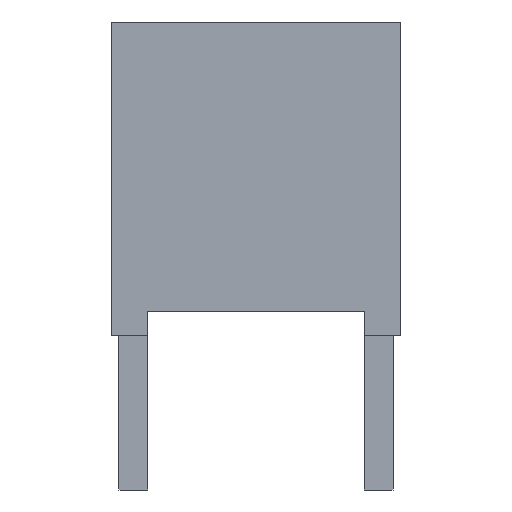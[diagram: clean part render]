
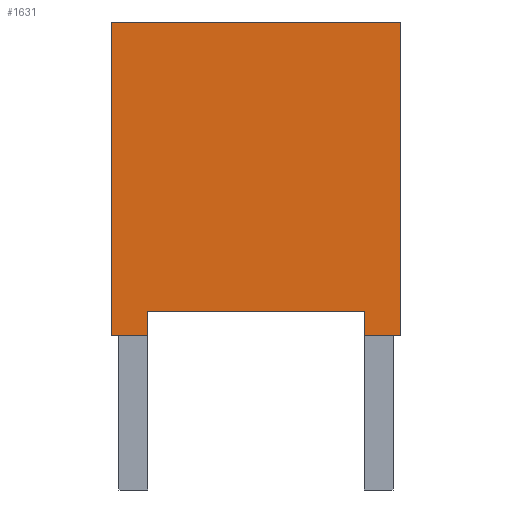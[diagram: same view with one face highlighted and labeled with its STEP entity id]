
A CAD part, left-side view. The second image highlights one B-rep face of the part: STEP entity #1631.
In plain terms, the highlighted planar face has unit normal (-1, 0, 0).
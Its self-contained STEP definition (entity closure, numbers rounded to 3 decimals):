
#1183=CARTESIAN_POINT('',(-3.06,-3.,0.));
#1184=VERTEX_POINT('',#1183);
#1191=CARTESIAN_POINT('',(-3.06,-2.24,0.));
#1192=VERTEX_POINT('',#1191);
#1193=CARTESIAN_POINT('',(-3.06,-3.,0.));
#1194=DIRECTION('',(0.0,1.0,0.0));
#1195=VECTOR('',#1194,0.76);
#1196=LINE('',#1193,#1195);
#1197=EDGE_CURVE('',#1184,#1192,#1196,.T.);
#1225=CARTESIAN_POINT('',(-3.06,-2.24,0.5));
#1226=VERTEX_POINT('',#1225);
#1227=CARTESIAN_POINT('',(-3.06,-2.24,0.5));
#1228=DIRECTION('',(0.0,0.0,-1.0));
#1229=VECTOR('',#1228,0.5);
#1230=LINE('',#1227,#1229);
#1231=EDGE_CURVE('',#1226,#1192,#1230,.T.);
#1331=CARTESIAN_POINT('',(-3.06,2.24,0.5));
#1332=VERTEX_POINT('',#1331);
#1333=CARTESIAN_POINT('',(-3.06,-2.24,0.5));
#1334=DIRECTION('',(0.0,1.0,0.0));
#1335=VECTOR('',#1334,4.48);
#1336=LINE('',#1333,#1335);
#1337=EDGE_CURVE('',#1226,#1332,#1336,.T.);
#1453=CARTESIAN_POINT('',(-3.06,3.,6.5));
#1454=VERTEX_POINT('',#1453);
#1461=CARTESIAN_POINT('',(-3.06,-3.,6.5));
#1462=VERTEX_POINT('',#1461);
#1463=CARTESIAN_POINT('',(-3.06,3.,6.5));
#1464=DIRECTION('',(0.0,-1.0,0.0));
#1465=VECTOR('',#1464,6.);
#1466=LINE('',#1463,#1465);
#1467=EDGE_CURVE('',#1454,#1462,#1466,.T.);
#1490=CARTESIAN_POINT('',(-3.06,-3.,6.5));
#1491=DIRECTION('',(0.0,0.0,-1.0));
#1492=VECTOR('',#1491,6.5);
#1493=LINE('',#1490,#1492);
#1494=EDGE_CURVE('',#1462,#1184,#1493,.T.);
#1544=CARTESIAN_POINT('',(-3.06,2.24,0.));
#1545=VERTEX_POINT('',#1544);
#1552=CARTESIAN_POINT('',(-3.06,3.,0.));
#1553=VERTEX_POINT('',#1552);
#1554=CARTESIAN_POINT('',(-3.06,2.24,0.));
#1555=DIRECTION('',(0.0,1.0,0.0));
#1556=VECTOR('',#1555,0.76);
#1557=LINE('',#1554,#1556);
#1558=EDGE_CURVE('',#1545,#1553,#1557,.T.);
#1590=CARTESIAN_POINT('',(-3.06,3.,0.));
#1591=DIRECTION('',(0.0,0.0,1.0));
#1592=VECTOR('',#1591,6.5);
#1593=LINE('',#1590,#1592);
#1594=EDGE_CURVE('',#1553,#1454,#1593,.T.);
#1611=CARTESIAN_POINT('',(-3.06,2.62,0.25));
#1612=DIRECTION('',(1.0,0.0,0.0));
#1613=DIRECTION('',(0.0,0.0,-1.0));
#1614=AXIS2_PLACEMENT_3D('',#1611,#1612,#1613);
#1615=PLANE('',#1614);
#1616=CARTESIAN_POINT('',(-3.06,2.24,0.));
#1617=DIRECTION('',(0.0,0.0,1.0));
#1618=VECTOR('',#1617,0.5);
#1619=LINE('',#1616,#1618);
#1620=EDGE_CURVE('',#1545,#1332,#1619,.T.);
#1621=ORIENTED_EDGE('',*,*,#1620,.T.);
#1622=ORIENTED_EDGE('',*,*,#1337,.F.);
#1623=ORIENTED_EDGE('',*,*,#1231,.T.);
#1624=ORIENTED_EDGE('',*,*,#1197,.F.);
#1625=ORIENTED_EDGE('',*,*,#1494,.F.);
#1626=ORIENTED_EDGE('',*,*,#1467,.F.);
#1627=ORIENTED_EDGE('',*,*,#1594,.F.);
#1628=ORIENTED_EDGE('',*,*,#1558,.F.);
#1629=EDGE_LOOP('',(#1621,#1622,#1623,#1624,#1625,#1626,#1627,#1628));
#1630=FACE_OUTER_BOUND('',#1629,.T.);
#1631=ADVANCED_FACE('',(#1630),#1615,.F.);
